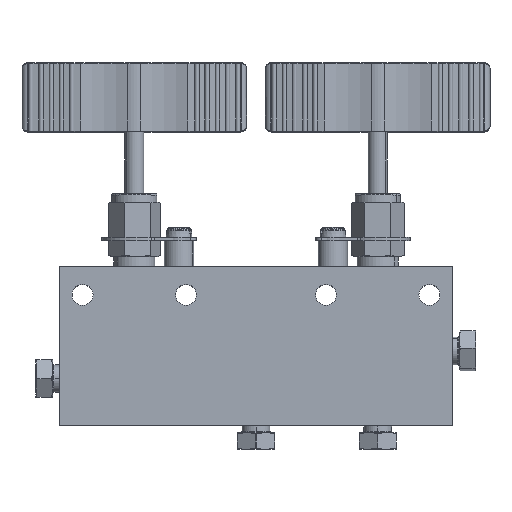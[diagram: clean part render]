
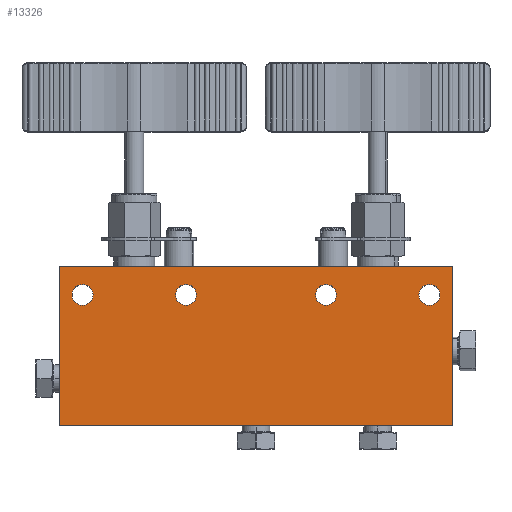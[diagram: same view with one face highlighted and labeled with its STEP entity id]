
A CAD part, top view. The second image highlights one B-rep face of the part: STEP entity #13326.
In plain terms, the highlighted face is planar.
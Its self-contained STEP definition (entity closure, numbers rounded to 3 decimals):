
#13165 = VERTEX_POINT('',#13166);
#13166 = CARTESIAN_POINT('',(125.55,0.,40.85));
#13172 = EDGE_CURVE('',#13173,#13165,#13175,.T.);
#13173 = VERTEX_POINT('',#13174);
#13174 = CARTESIAN_POINT('',(125.55,0.,47.95));
#13175 = CIRCLE('',#13176,3.55);
#13176 = AXIS2_PLACEMENT_3D('',#13177,#13178,#13179);
#13177 = CARTESIAN_POINT('',(125.55,0.,44.4));
#13178 = DIRECTION('',(0.,-1.,0.));
#13179 = DIRECTION('',(0.,0.,1.));
#13207 = VERTEX_POINT('',#13208);
#13208 = CARTESIAN_POINT('',(7.85,0.,40.85));
#13214 = EDGE_CURVE('',#13215,#13207,#13217,.T.);
#13215 = VERTEX_POINT('',#13216);
#13216 = CARTESIAN_POINT('',(7.85,0.,47.95));
#13217 = CIRCLE('',#13218,3.55);
#13218 = AXIS2_PLACEMENT_3D('',#13219,#13220,#13221);
#13219 = CARTESIAN_POINT('',(7.85,0.,44.4));
#13220 = DIRECTION('',(0.,-1.,0.));
#13221 = DIRECTION('',(0.,0.,-1.));
#13249 = VERTEX_POINT('',#13250);
#13250 = CARTESIAN_POINT('',(42.95,0.,40.85));
#13256 = EDGE_CURVE('',#13257,#13249,#13259,.T.);
#13257 = VERTEX_POINT('',#13258);
#13258 = CARTESIAN_POINT('',(42.95,0.,47.95));
#13259 = CIRCLE('',#13260,3.55);
#13260 = AXIS2_PLACEMENT_3D('',#13261,#13262,#13263);
#13261 = CARTESIAN_POINT('',(42.95,0.,44.4));
#13262 = DIRECTION('',(0.,-1.,0.));
#13263 = DIRECTION('',(0.,0.,-1.));
#13291 = VERTEX_POINT('',#13292);
#13292 = CARTESIAN_POINT('',(90.45,0.,40.85));
#13298 = EDGE_CURVE('',#13299,#13291,#13301,.T.);
#13299 = VERTEX_POINT('',#13300);
#13300 = CARTESIAN_POINT('',(90.45,0.,47.95));
#13301 = CIRCLE('',#13302,3.55);
#13302 = AXIS2_PLACEMENT_3D('',#13303,#13304,#13305);
#13303 = CARTESIAN_POINT('',(90.45,0.,44.4));
#13304 = DIRECTION('',(0.,-1.,0.));
#13305 = DIRECTION('',(0.,0.,1.));
#13326 = ADVANCED_FACE('',(#13327,#13337,#13347,#13357,#13367),#13401,
  .F.);
#13327 = FACE_BOUND('',#13328,.T.);
#13328 = EDGE_LOOP('',(#13329,#13336));
#13329 = ORIENTED_EDGE('',*,*,#13330,.F.);
#13330 = EDGE_CURVE('',#13165,#13173,#13331,.T.);
#13331 = CIRCLE('',#13332,3.55);
#13332 = AXIS2_PLACEMENT_3D('',#13333,#13334,#13335);
#13333 = CARTESIAN_POINT('',(125.55,0.,44.4));
#13334 = DIRECTION('',(0.,-1.,0.));
#13335 = DIRECTION('',(0.,0.,1.));
#13336 = ORIENTED_EDGE('',*,*,#13172,.F.);
#13337 = FACE_BOUND('',#13338,.T.);
#13338 = EDGE_LOOP('',(#13339,#13346));
#13339 = ORIENTED_EDGE('',*,*,#13340,.F.);
#13340 = EDGE_CURVE('',#13207,#13215,#13341,.T.);
#13341 = CIRCLE('',#13342,3.55);
#13342 = AXIS2_PLACEMENT_3D('',#13343,#13344,#13345);
#13343 = CARTESIAN_POINT('',(7.85,0.,44.4));
#13344 = DIRECTION('',(0.,-1.,0.));
#13345 = DIRECTION('',(0.,0.,-1.));
#13346 = ORIENTED_EDGE('',*,*,#13214,.F.);
#13347 = FACE_BOUND('',#13348,.T.);
#13348 = EDGE_LOOP('',(#13349,#13356));
#13349 = ORIENTED_EDGE('',*,*,#13350,.F.);
#13350 = EDGE_CURVE('',#13249,#13257,#13351,.T.);
#13351 = CIRCLE('',#13352,3.55);
#13352 = AXIS2_PLACEMENT_3D('',#13353,#13354,#13355);
#13353 = CARTESIAN_POINT('',(42.95,0.,44.4));
#13354 = DIRECTION('',(0.,-1.,0.));
#13355 = DIRECTION('',(0.,0.,-1.));
#13356 = ORIENTED_EDGE('',*,*,#13256,.F.);
#13357 = FACE_BOUND('',#13358,.T.);
#13358 = EDGE_LOOP('',(#13359,#13366));
#13359 = ORIENTED_EDGE('',*,*,#13360,.F.);
#13360 = EDGE_CURVE('',#13291,#13299,#13361,.T.);
#13361 = CIRCLE('',#13362,3.55);
#13362 = AXIS2_PLACEMENT_3D('',#13363,#13364,#13365);
#13363 = CARTESIAN_POINT('',(90.45,0.,44.4));
#13364 = DIRECTION('',(0.,-1.,0.));
#13365 = DIRECTION('',(0.,0.,1.));
#13366 = ORIENTED_EDGE('',*,*,#13298,.F.);
#13367 = FACE_BOUND('',#13368,.T.);
#13368 = EDGE_LOOP('',(#13369,#13379,#13387,#13395));
#13369 = ORIENTED_EDGE('',*,*,#13370,.T.);
#13370 = EDGE_CURVE('',#13371,#13373,#13375,.T.);
#13371 = VERTEX_POINT('',#13372);
#13372 = CARTESIAN_POINT('',(0.,0.,0.));
#13373 = VERTEX_POINT('',#13374);
#13374 = CARTESIAN_POINT('',(133.4,0.,0.));
#13375 = LINE('',#13376,#13377);
#13376 = CARTESIAN_POINT('',(0.,0.,0.));
#13377 = VECTOR('',#13378,1.);
#13378 = DIRECTION('',(1.,0.,0.));
#13379 = ORIENTED_EDGE('',*,*,#13380,.F.);
#13380 = EDGE_CURVE('',#13381,#13373,#13383,.T.);
#13381 = VERTEX_POINT('',#13382);
#13382 = CARTESIAN_POINT('',(133.4,0.,54.1));
#13383 = LINE('',#13384,#13385);
#13384 = CARTESIAN_POINT('',(133.4,0.,54.1));
#13385 = VECTOR('',#13386,1.);
#13386 = DIRECTION('',(-0.,-0.,-1.));
#13387 = ORIENTED_EDGE('',*,*,#13388,.F.);
#13388 = EDGE_CURVE('',#13389,#13381,#13391,.T.);
#13389 = VERTEX_POINT('',#13390);
#13390 = CARTESIAN_POINT('',(0.,0.,54.1));
#13391 = LINE('',#13392,#13393);
#13392 = CARTESIAN_POINT('',(0.,0.,54.1));
#13393 = VECTOR('',#13394,1.);
#13394 = DIRECTION('',(1.,0.,0.));
#13395 = ORIENTED_EDGE('',*,*,#13396,.T.);
#13396 = EDGE_CURVE('',#13389,#13371,#13397,.T.);
#13397 = LINE('',#13398,#13399);
#13398 = CARTESIAN_POINT('',(0.,0.,54.1));
#13399 = VECTOR('',#13400,1.);
#13400 = DIRECTION('',(-0.,-0.,-1.));
#13401 = PLANE('',#13402);
#13402 = AXIS2_PLACEMENT_3D('',#13403,#13404,#13405);
#13403 = CARTESIAN_POINT('',(0.,0.,54.1));
#13404 = DIRECTION('',(0.,1.,0.));
#13405 = DIRECTION('',(0.,-0.,1.));
